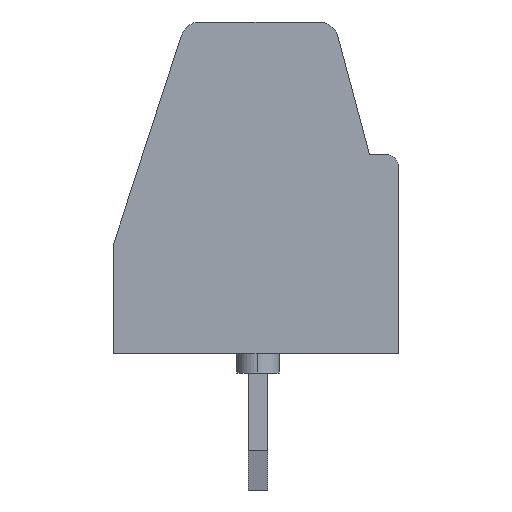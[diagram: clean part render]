
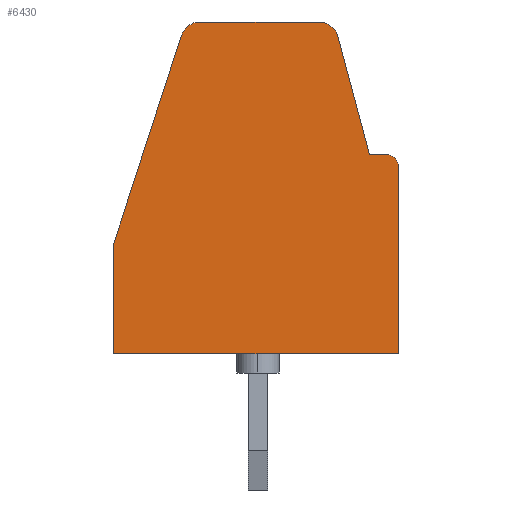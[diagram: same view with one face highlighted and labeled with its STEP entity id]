
A CAD part, left-side view. The second image highlights one B-rep face of the part: STEP entity #6430.
In plain terms, the highlighted face is planar.
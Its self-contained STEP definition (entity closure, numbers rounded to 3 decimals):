
#4920=CARTESIAN_POINT('',(-32.922,29.321,-2.));
#4930=VERTEX_POINT('',#4920);
#4960=CARTESIAN_POINT('',(-29.869,29.321,-2.));
#4970=DIRECTION('',(-1.,0.,0.));
#4980=VECTOR('',#4970,1.);
#4990=LINE('',#4960,#4980);
#5000=CARTESIAN_POINT('',(-29.869,29.321,-2.));
#5010=VERTEX_POINT('',#5000);
#5020=EDGE_CURVE('',#5010,#4930,#4990,.T.);
#5350=CARTESIAN_POINT('',(-29.869,28.821,-2.));
#5360=DIRECTION('',(0.,0.,-1.));
#5370=DIRECTION('',(0.,1.,0.));
#5380=AXIS2_PLACEMENT_3D('',#5350,#5360,#5370);
#5390=CIRCLE('',#5380,0.5);
#5400=CARTESIAN_POINT('',(-29.393,28.976,-2.));
#5410=VERTEX_POINT('',#5400);
#5420=EDGE_CURVE('',#5010,#5410,#5390,.T.);
#5700=CARTESIAN_POINT('',(0.,0.,-2.));
#5710=DIRECTION('',(0.,0.,1.));
#5720=DIRECTION('',(1.,0.,0.));
#5730=AXIS2_PLACEMENT_3D('',#5700,#5710,#5720);
#5740=PLANE('',#5730);
#5750=CARTESIAN_POINT('',(-27.655,20.821,-2.));
#5760=DIRECTION('',(-1.,0.,0.));
#5770=VECTOR('',#5760,1.);
#5780=LINE('',#5750,#5770);
#5790=CARTESIAN_POINT('',(-27.655,20.821,-2.));
#5800=VERTEX_POINT('',#5790);
#5810=CARTESIAN_POINT('',(-34.955,20.821,-2.));
#5820=VERTEX_POINT('',#5810);
#5830=EDGE_CURVE('',#5800,#5820,#5780,.T.);
#5840=ORIENTED_EDGE('',*,*,#5830,.T.);
#5850=CARTESIAN_POINT('',(-27.655,23.628,-2.));
#5860=DIRECTION('',(0.,-1.,0.));
#5870=VECTOR('',#5860,1.);
#5880=LINE('',#5850,#5870);
#5890=CARTESIAN_POINT('',(-27.655,23.628,-2.));
#5900=VERTEX_POINT('',#5890);
#5910=EDGE_CURVE('',#5900,#5800,#5880,.T.);
#5920=ORIENTED_EDGE('',*,*,#5910,.T.);
#5930=CARTESIAN_POINT('',(-29.393,28.976,-2.));
#5940=DIRECTION('',(0.309,-0.951,0.));
#5950=VECTOR('',#5940,1.);
#5960=LINE('',#5930,#5950);
#5970=EDGE_CURVE('',#5410,#5900,#5960,.T.);
#5980=ORIENTED_EDGE('',*,*,#5970,.T.);
#5990=ORIENTED_EDGE('',*,*,#5420,.T.);
#6000=ORIENTED_EDGE('',*,*,#5020,.F.);
#6010=CARTESIAN_POINT('',(-32.922,28.821,-2.));
#6020=DIRECTION('',(0.,0.,-1.));
#6030=DIRECTION('',(-0.966,0.259,0.));
#6040=AXIS2_PLACEMENT_3D('',#6010,#6020,#6030);
#6050=CIRCLE('',#6040,0.5);
#6060=CARTESIAN_POINT('',(-33.405,28.951,-2.));
#6070=VERTEX_POINT('',#6060);
#6080=EDGE_CURVE('',#6070,#4930,#6050,.T.);
#6090=ORIENTED_EDGE('',*,*,#6080,.T.);
#6100=CARTESIAN_POINT('',(-34.217,25.921,-2.));
#6110=DIRECTION('',(0.259,0.966,0.));
#6120=VECTOR('',#6110,1.);
#6130=LINE('',#6100,#6120);
#6140=CARTESIAN_POINT('',(-34.217,25.921,-2.));
#6150=VERTEX_POINT('',#6140);
#6160=EDGE_CURVE('',#6150,#6070,#6130,.T.);
#6170=ORIENTED_EDGE('',*,*,#6160,.T.);
#6180=CARTESIAN_POINT('',(-34.655,25.921,-2.));
#6190=DIRECTION('',(1.,0.,0.));
#6200=VECTOR('',#6190,1.);
#6210=LINE('',#6180,#6200);
#6220=CARTESIAN_POINT('',(-34.655,25.921,-2.));
#6230=VERTEX_POINT('',#6220);
#6240=EDGE_CURVE('',#6230,#6150,#6210,.T.);
#6250=ORIENTED_EDGE('',*,*,#6240,.T.);
#6260=CARTESIAN_POINT('',(-34.655,25.621,-2.));
#6270=DIRECTION('',(0.,0.,-1.));
#6280=DIRECTION('',(-1.,0.,0.));
#6290=AXIS2_PLACEMENT_3D('',#6260,#6270,#6280);
#6300=CIRCLE('',#6290,0.3);
#6310=CARTESIAN_POINT('',(-34.955,25.621,-2.));
#6320=VERTEX_POINT('',#6310);
#6330=EDGE_CURVE('',#6320,#6230,#6300,.T.);
#6340=ORIENTED_EDGE('',*,*,#6330,.T.);
#6350=CARTESIAN_POINT('',(-34.955,20.821,-2.));
#6360=DIRECTION('',(0.,1.,0.));
#6370=VECTOR('',#6360,1.);
#6380=LINE('',#6350,#6370);
#6390=EDGE_CURVE('',#5820,#6320,#6380,.T.);
#6400=ORIENTED_EDGE('',*,*,#6390,.T.);
#6410=EDGE_LOOP('',(#6400,#6340,#6250,#6170,#6090,#6000,#5990,#5980,
#5920,#5840));
#6420=FACE_OUTER_BOUND('',#6410,.T.);
#6430=ADVANCED_FACE('',(#6420),#5740,.F.);
